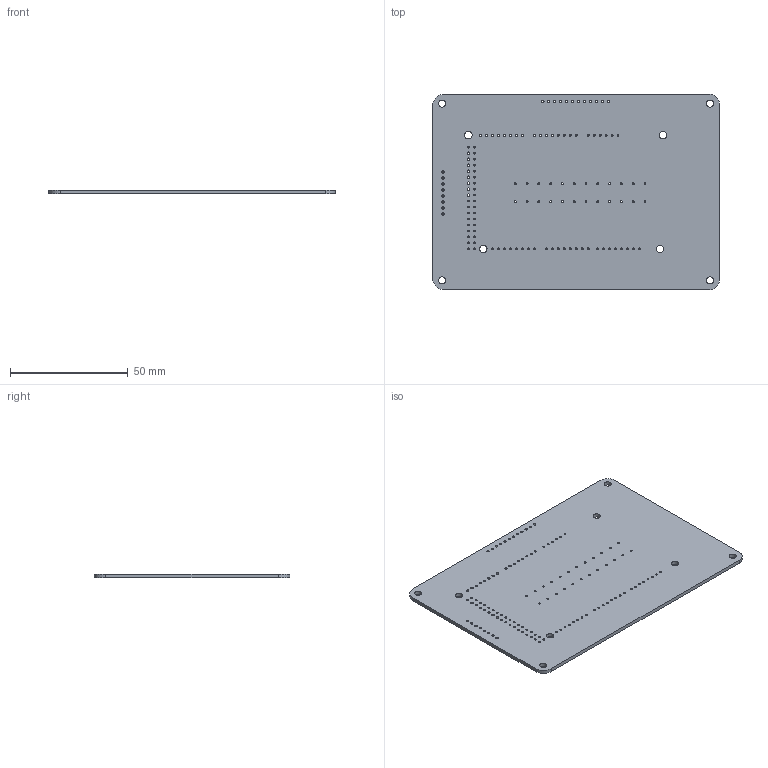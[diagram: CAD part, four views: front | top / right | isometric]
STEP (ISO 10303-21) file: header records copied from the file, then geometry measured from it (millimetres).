
FILE_DESCRIPTION(('FreeCAD Model'),'2;1');
FILE_NAME('Pcb.step','2018-07-03T11:55:08',( 'kicad StepUp'),('ksu MCAD'),'Open CASCADE STEP processor 7.2', 'FreeCAD','Unknown');
FILE_SCHEMA(('AUTOMOTIVE_DESIGN { 1 0 10303 214 1 1 1 1 }'));
Length unit declared in the file: millimetre
Products named in the file (1): Pcb
Bounding box: 121.5 x 83 x 1.6 mm (x, y, z)
Volume: 15888.6 mm3; surface area: 21178.8 mm2
Topology: 1 solids, 1 shells, 144 faces, 426 edges, 284 vertices
Faces by surface type: cylinder 138, plane 6
Full cylindrical faces by diameter (mm): 0.8 x24, 0.813 x62, 1 x40, 3.048 x4, 3.175 x4
Entity records: 5543 total; most frequent: DIRECTION 992, CARTESIAN_POINT 855, ORIENTED_EDGE 852, EDGE_CURVE 426, AXIS2_PLACEMENT_3D 421, FACE_BOUND 412, EDGE_LOOP 412, VERTEX_POINT 284
